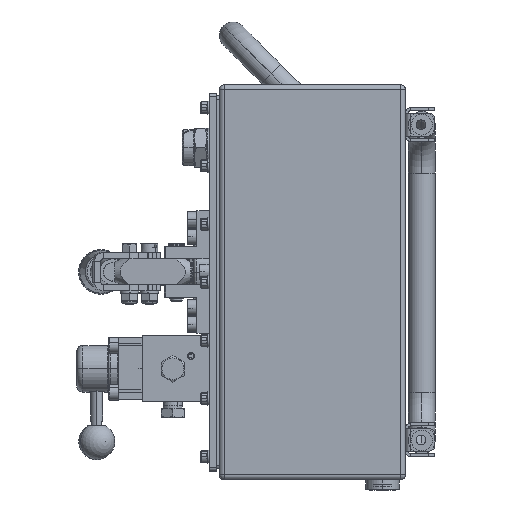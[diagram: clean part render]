
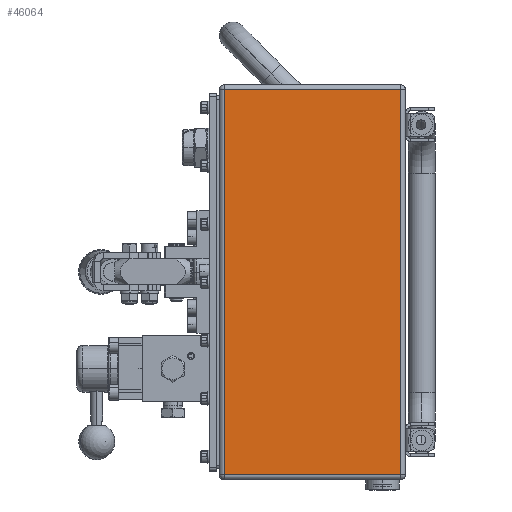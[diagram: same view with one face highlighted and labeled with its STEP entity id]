
A CAD part, left-side view. The second image highlights one B-rep face of the part: STEP entity #46064.
In plain terms, the highlighted planar face has unit normal (-1, 0, 0).
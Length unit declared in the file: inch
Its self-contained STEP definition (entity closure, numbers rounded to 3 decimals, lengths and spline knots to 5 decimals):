
#2423 = VERTEX_POINT ( 'NONE', #38673 ) ;
#2500 = FACE_OUTER_BOUND ( 'NONE', #26525, .T. ) ;
#3545 = LINE ( 'NONE', #40616, #14933 ) ;
#5466 = CARTESIAN_POINT ( 'NONE',  ( -5.76772, -0.15748, 5.95079 ) ) ;
#8239 = CARTESIAN_POINT ( 'NONE',  ( -5.76772, -5.90551, -6.60827 ) ) ;
#9647 = LINE ( 'NONE', #22016, #35648 ) ;
#10176 = DIRECTION ( 'NONE',  ( 0., 0., 1. ) ) ;
#10190 = DIRECTION ( 'NONE',  ( 0., -1., 0. ) ) ;
#14933 = VECTOR ( 'NONE', #25913, 39.37008 ) ;
#15358 = ORIENTED_EDGE ( 'NONE', *, *, #41080, .T. ) ;
#15590 = AXIS2_PLACEMENT_3D ( 'NONE', #54011, #39468, #10176 ) ;
#16193 = VECTOR ( 'NONE', #49396, 39.37008 ) ;
#21182 = ORIENTED_EDGE ( 'NONE', *, *, #36919, .T. ) ;
#22016 = CARTESIAN_POINT ( 'NONE',  ( -5.76772, -6.06299, 5.95079 ) ) ;
#23383 = VERTEX_POINT ( 'NONE', #8239 ) ;
#24771 = PLANE ( 'NONE',  #15590 ) ;
#25913 = DIRECTION ( 'NONE',  ( 0., 0., 1. ) ) ;
#26525 = EDGE_LOOP ( 'NONE', ( #15358, #21182, #38747, #60040 ) ) ;
#29696 = CARTESIAN_POINT ( 'NONE',  ( -5.76772, -6.06299, -6.60827 ) ) ;
#32267 = LINE ( 'NONE', #44252, #16193 ) ;
#35648 = VECTOR ( 'NONE', #41416, 39.37008 ) ;
#36919 = EDGE_CURVE ( 'NONE', #41872, #46490, #32267, .T. ) ;
#37452 = EDGE_CURVE ( 'NONE', #46490, #23383, #52044, .T. ) ;
#38673 = CARTESIAN_POINT ( 'NONE',  ( -5.76772, -5.90551, 5.95079 ) ) ;
#38747 = ORIENTED_EDGE ( 'NONE', *, *, #37452, .T. ) ;
#39042 = VECTOR ( 'NONE', #10190, 39.37008 ) ;
#39468 = DIRECTION ( 'NONE',  ( -1., 0., 0. ) ) ;
#40616 = CARTESIAN_POINT ( 'NONE',  ( -5.76772, -5.90551, 6.10827 ) ) ;
#41080 = EDGE_CURVE ( 'NONE', #2423, #41872, #9647, .T. ) ;
#41416 = DIRECTION ( 'NONE',  ( 0., 1., 0. ) ) ;
#41872 = VERTEX_POINT ( 'NONE', #5466 ) ;
#43448 = CARTESIAN_POINT ( 'NONE',  ( -5.76772, -0.15748, -6.60827 ) ) ;
#44252 = CARTESIAN_POINT ( 'NONE',  ( -5.76772, -0.15748, 6.10827 ) ) ;
#46064 = ADVANCED_FACE ( 'NONE', ( #2500 ), #24771, .T. ) ;
#46490 = VERTEX_POINT ( 'NONE', #43448 ) ;
#49396 = DIRECTION ( 'NONE',  ( 0., 0., -1. ) ) ;
#52044 = LINE ( 'NONE', #29696, #39042 ) ;
#52944 = EDGE_CURVE ( 'NONE', #23383, #2423, #3545, .T. ) ;
#54011 = CARTESIAN_POINT ( 'NONE',  ( -5.76772, -6.06299, 6.10827 ) ) ;
#60040 = ORIENTED_EDGE ( 'NONE', *, *, #52944, .T. ) ;
